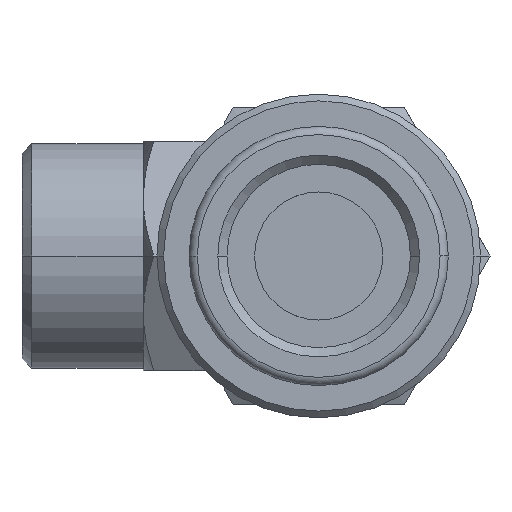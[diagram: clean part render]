
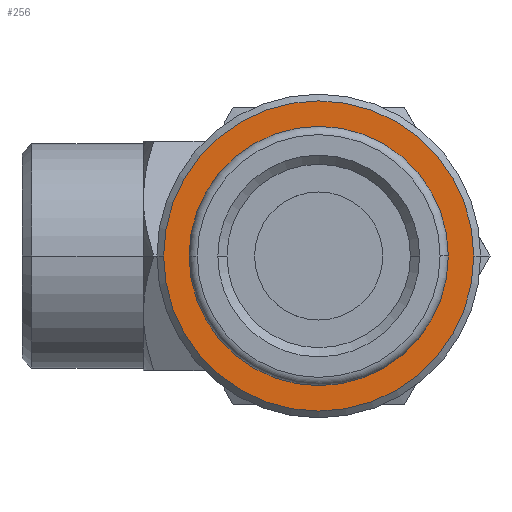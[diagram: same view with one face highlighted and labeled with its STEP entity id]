
A CAD part, front view. The second image highlights one B-rep face of the part: STEP entity #256.
In plain terms, the highlighted planar face has unit normal (0, -1, 0).
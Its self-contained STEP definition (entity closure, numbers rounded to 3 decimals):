
#256=ADVANCED_FACE('',(#526,#527),#528,.T.);
#526=FACE_BOUND('',#803,.T.);
#527=FACE_OUTER_BOUND('',#804,.T.);
#528=PLANE('',#805);
#803=EDGE_LOOP('',(#1461,#1462));
#804=EDGE_LOOP('',(#1463,#1464));
#805=AXIS2_PLACEMENT_3D('',#1465,#1466,#1467);
#1461=ORIENTED_EDGE('',*,*,#1641,.T.);
#1462=ORIENTED_EDGE('',*,*,#1807,.T.);
#1463=ORIENTED_EDGE('',*,*,#1867,.F.);
#1464=ORIENTED_EDGE('',*,*,#1712,.F.);
#1465=CARTESIAN_POINT('',(5.75,3.6,0.0));
#1466=DIRECTION('',(0.,-1.0,0.0));
#1467=DIRECTION('',(-1.0,0.,0.0));
#1641=EDGE_CURVE('',#1958,#1956,#1959,.T.);
#1712=EDGE_CURVE('',#2072,#2067,#2074,.T.);
#1807=EDGE_CURVE('',#1956,#1958,#2204,.T.);
#1867=EDGE_CURVE('',#2067,#2072,#2272,.T.);
#1956=VERTEX_POINT('',#2460);
#1958=VERTEX_POINT('',#2463);
#1959=CIRCLE('',#2464,9.0);
#2067=VERTEX_POINT('',#2735);
#2072=VERTEX_POINT('',#2741);
#2074=CIRCLE('',#2744,11.5);
#2204=CIRCLE('',#3031,9.0);
#2272=CIRCLE('',#3209,11.5);
#2460=CARTESIAN_POINT('',(9.0,3.6,0.));
#2463=CARTESIAN_POINT('',(-9.0,3.6,0.));
#2464=AXIS2_PLACEMENT_3D('',#3295,#3296,#3297);
#2735=CARTESIAN_POINT('',(11.5,3.6,0.0));
#2741=CARTESIAN_POINT('',(-11.5,3.6,0.));
#2744=AXIS2_PLACEMENT_3D('',#3392,#3393,#3394);
#3031=AXIS2_PLACEMENT_3D('',#3509,#3510,#3511);
#3209=AXIS2_PLACEMENT_3D('',#3565,#3566,#3567);
#3295=CARTESIAN_POINT('',(0.0,3.6,0.0));
#3296=DIRECTION('',(0.,1.0,0.0));
#3297=DIRECTION('',(1.0,0.,0.0));
#3392=CARTESIAN_POINT('',(0.0,3.6,0.0));
#3393=DIRECTION('',(-0.0,1.0,0.0));
#3394=DIRECTION('',(1.0,0.0,0.0));
#3509=CARTESIAN_POINT('',(0.0,3.6,0.0));
#3510=DIRECTION('',(0.,1.0,0.0));
#3511=DIRECTION('',(1.0,0.,0.0));
#3565=CARTESIAN_POINT('',(0.0,3.6,0.0));
#3566=DIRECTION('',(-0.0,1.0,0.0));
#3567=DIRECTION('',(1.0,0.0,0.0));
